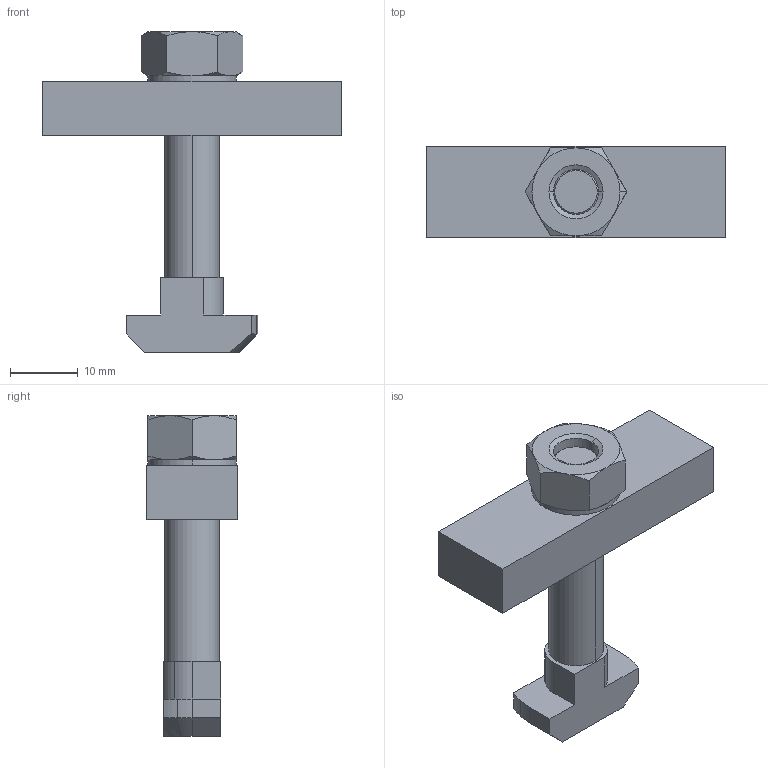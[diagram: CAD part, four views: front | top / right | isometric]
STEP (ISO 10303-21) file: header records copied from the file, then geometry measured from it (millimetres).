
FILE_DESCRIPTION (( 'STEP AP203' ), '1' );
FILE_NAME ('3_842_146_972_Bosch.step', '2024-06-10T08:03:10', ( '' ), ( '' ), 'SwSTEP 2.0', 'SolidWorks 2014', '' );
FILE_SCHEMA (( 'CONFIG_CONTROL_DESIGN' ));
Length unit declared in the file: millimetre
Products named in the file (1): 3_842_146_972_Bosch
Bounding box: 44 x 13.5 x 47.3 mm (x, y, z)
Volume: 7907.2 mm3; surface area: 4135.9 mm2
Topology: 1 solids, 1 shells, 69 faces, 160 edges, 100 vertices
Faces by surface type: plane 29, cone 22, cylinder 18
Entity records: 2005 total; most frequent: CARTESIAN_POINT 382, DIRECTION 334, ORIENTED_EDGE 320, EDGE_CURVE 160, AXIS2_PLACEMENT_3D 130, VERTEX_POINT 100, EDGE_LOOP 76, LINE 74
